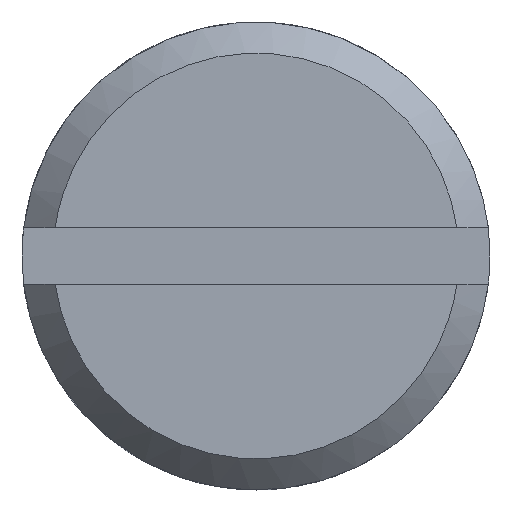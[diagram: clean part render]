
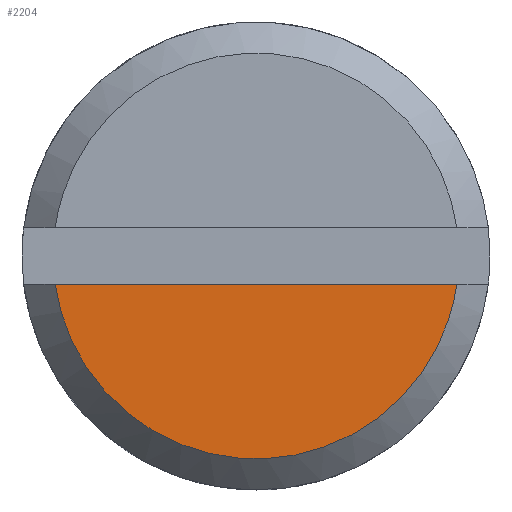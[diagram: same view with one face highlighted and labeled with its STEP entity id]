
A CAD part, front view. The second image highlights one B-rep face of the part: STEP entity #2204.
In plain terms, the highlighted free-form (B-spline) face has degree [1, 1] with [2, 2] control points.
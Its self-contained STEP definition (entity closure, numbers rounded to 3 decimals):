
#1977=CARTESIAN_POINT('',(-10.0,6.437,-0.9));
#1978=VERTEX_POINT('',#1977);
#1986=CARTESIAN_POINT('',(-10.0,-6.437,-0.9));
#1987=VERTEX_POINT('',#1986);
#1988=CARTESIAN_POINT('',(-10.0,6.437,-0.9));
#1989=CARTESIAN_POINT('',(-10.0,-6.437,-0.9));
#1990=QUASI_UNIFORM_CURVE('',1,(#1988,#1989),.UNSPECIFIED.,.F.,.U.);
#1991=EDGE_CURVE('',#1978,#1987,#1990,.T.);
#2136=CARTESIAN_POINT('',(-10.0,6.437,-0.9));
#2137=CARTESIAN_POINT('',(-10.0,5.654,-6.5));
#2138=CARTESIAN_POINT('',(-10.0,0.0,-6.5));
#2139=CARTESIAN_POINT('',(-10.0,-5.654,-6.5));
#2140=CARTESIAN_POINT('',(-10.0,-6.437,-0.9));
#2148=(BOUNDED_CURVE()B_SPLINE_CURVE(2,(#2136,#2137,#2138,#2139,#2140),.UNSPECIFIED.,.F.,.U.)B_SPLINE_CURVE_WITH_KNOTS((3,2,3),(0.0,0.5,1.0),.UNSPECIFIED.)CURVE()GEOMETRIC_REPRESENTATION_ITEM()RATIONAL_B_SPLINE_CURVE((1.0,0.754,1.0,0.754,1.0))REPRESENTATION_ITEM(''));
#2149=EDGE_CURVE('',#1978,#1987,#2148,.T.);
#2195=CARTESIAN_POINT('',(-10.0,-7.08,-6.78));
#2196=CARTESIAN_POINT('',(-10.0,7.08,-6.78));
#2197=CARTESIAN_POINT('',(-10.0,-7.08,-0.62));
#2198=CARTESIAN_POINT('',(-10.0,7.08,-0.62));
#2199=B_SPLINE_SURFACE_WITH_KNOTS('',1,1,((#2195,#2197),(#2196,#2198)),.UNSPECIFIED.,.F.,.F.,.U.,(2,2),(2,2),(0.0,14.161),(0.0,6.159),.UNSPECIFIED.);
#2200=ORIENTED_EDGE('',*,*,#1991,.F.);
#2201=ORIENTED_EDGE('',*,*,#2149,.T.);
#2202=EDGE_LOOP('',(#2200,#2201));
#2203=FACE_OUTER_BOUND('',#2202,.T.);
#2204=ADVANCED_FACE('',(#2203),#2199,.F.);
